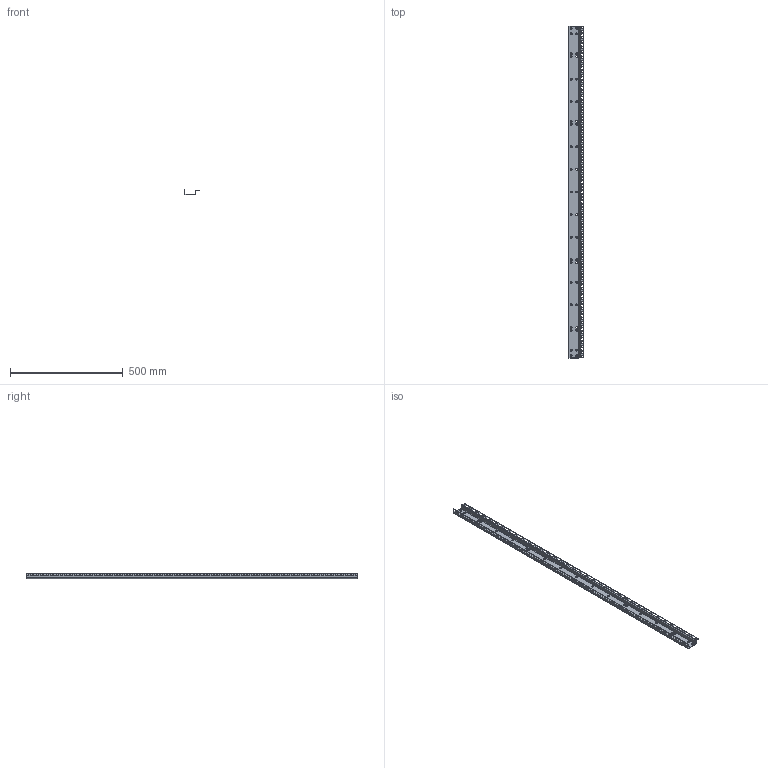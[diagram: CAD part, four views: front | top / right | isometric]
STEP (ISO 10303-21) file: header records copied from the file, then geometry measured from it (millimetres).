
FILE_DESCRIPTION (( 'STEP AP214' ), '1' );
FILE_NAME ('992.033.STEP', '2024-10-04T07:33:35', ( '' ), ( '' ), 'SwSTEP 2.0', 'SolidWorks 2021', '' );
FILE_SCHEMA (( 'AUTOMOTIVE_DESIGN' ));
Length unit declared in the file: millimetre
Products named in the file (1): 992.033
Bounding box: 70 x 1470 x 25 mm (x, y, z)
Volume: 274477.7 mm3; surface area: 298077.3 mm2
Topology: 1 solids, 1 shells, 906 faces, 2688 edges, 1784 vertices
Faces by surface type: plane 816, cylinder 90
Entity records: 30814 total; most frequent: CARTESIAN_POINT 5379, ORIENTED_EDGE 5376, DIRECTION 4682, EDGE_CURVE 2688, VECTOR 2508, LINE 2508, VERTEX_POINT 1784, EDGE_LOOP 1386
